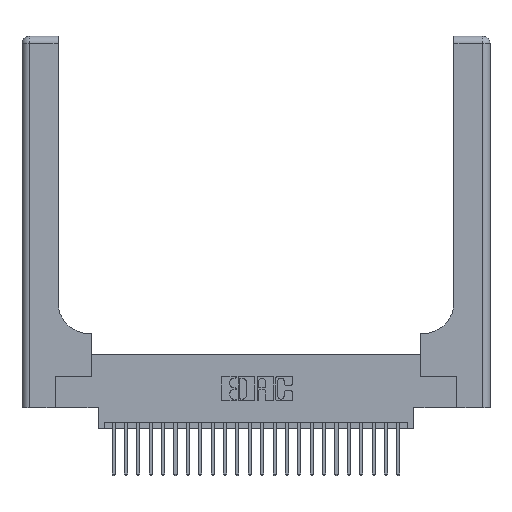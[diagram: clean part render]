
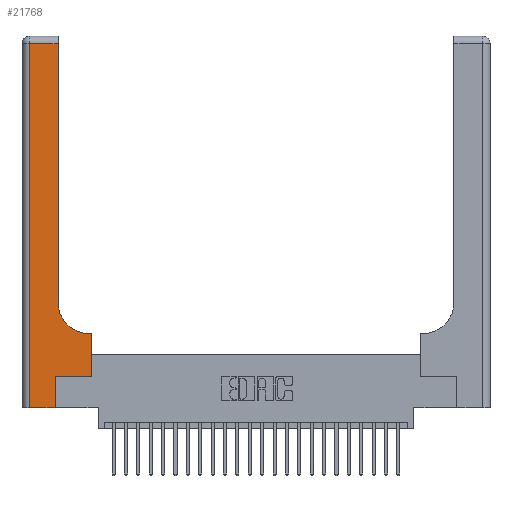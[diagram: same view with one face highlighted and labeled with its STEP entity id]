
A CAD part, top view. The second image highlights one B-rep face of the part: STEP entity #21768.
In plain terms, the highlighted planar face has unit normal (0, 0, 1).
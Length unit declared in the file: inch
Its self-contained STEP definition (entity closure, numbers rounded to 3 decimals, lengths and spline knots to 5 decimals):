
#329 = CARTESIAN_POINT ( 'NONE',  ( 0.2915, 2.94, 0.37 ) ) ;
#543 = EDGE_CURVE ( 'NONE', #8434, #11433, #23428, .T. ) ;
#1327 = ORIENTED_EDGE ( 'NONE', *, *, #22315, .T. ) ;
#2269 = ORIENTED_EDGE ( 'NONE', *, *, #6641, .T. ) ;
#2891 = VERTEX_POINT ( 'NONE', #12304 ) ;
#3902 = VECTOR ( 'NONE', #4168, 39.37008 ) ;
#4019 = DIRECTION ( 'NONE',  ( 0., 1., 0. ) ) ;
#4098 = EDGE_CURVE ( 'NONE', #13167, #2891, #13046, .T. ) ;
#4168 = DIRECTION ( 'NONE',  ( -1., 0., 0. ) ) ;
#4847 = CARTESIAN_POINT ( 'NONE',  ( 0.5585, 0.25, 0.37 ) ) ;
#5023 = VECTOR ( 'NONE', #11245, 39.37008 ) ;
#5538 = VECTOR ( 'NONE', #12926, 39.37008 ) ;
#5625 = EDGE_CURVE ( 'NONE', #2891, #23313, #22874, .T. ) ;
#5963 = DIRECTION ( 'NONE',  ( 0., 1., 0. ) ) ;
#6485 = EDGE_CURVE ( 'NONE', #10177, #8434, #10036, .T. ) ;
#6641 = EDGE_CURVE ( 'NONE', #25334, #13167, #19266, .T. ) ;
#6970 = EDGE_CURVE ( 'NONE', #11433, #21225, #23779, .T. ) ;
#8299 = CARTESIAN_POINT ( 'NONE',  ( 0.269, 0.25, 0.37 ) ) ;
#8434 = VERTEX_POINT ( 'NONE', #8839 ) ;
#8502 = CARTESIAN_POINT ( 'NONE',  ( 0.269, 0., 0.37 ) ) ;
#8839 = CARTESIAN_POINT ( 'NONE',  ( 0.06, 2.94, 0.37 ) ) ;
#8942 = DIRECTION ( 'NONE',  ( -1., 0., 0. ) ) ;
#9419 = AXIS2_PLACEMENT_3D ( 'NONE', #23247, #18816, #8942 ) ;
#9614 = CARTESIAN_POINT ( 'NONE',  ( 0.06, 0., 0.37 ) ) ;
#9666 = CARTESIAN_POINT ( 'NONE',  ( 0.5585, 0.6, 0.37 ) ) ;
#10036 = LINE ( 'NONE', #22400, #3902 ) ;
#10177 = VERTEX_POINT ( 'NONE', #329 ) ;
#11245 = DIRECTION ( 'NONE',  ( -1., 0., 0. ) ) ;
#11433 = VERTEX_POINT ( 'NONE', #9614 ) ;
#11896 = VECTOR ( 'NONE', #22939, 39.37008 ) ;
#12267 = DIRECTION ( 'NONE',  ( 1., 0., 0. ) ) ;
#12304 = CARTESIAN_POINT ( 'NONE',  ( 0.5415, 0.6, 0.37 ) ) ;
#12571 = VECTOR ( 'NONE', #12267, 39.37008 ) ;
#12637 = DIRECTION ( 'NONE',  ( 0., 0., -1. ) ) ;
#12926 = DIRECTION ( 'NONE',  ( 0., 1., 0. ) ) ;
#13046 = LINE ( 'NONE', #17368, #5023 ) ;
#13167 = VERTEX_POINT ( 'NONE', #9666 ) ;
#13595 = CARTESIAN_POINT ( 'NONE',  ( 0.06, 3., 0.37 ) ) ;
#13952 = CARTESIAN_POINT ( 'NONE',  ( 0., 0., 0.37 ) ) ;
#15464 = ORIENTED_EDGE ( 'NONE', *, *, #26480, .T. ) ;
#16343 = CARTESIAN_POINT ( 'NONE',  ( 0.269, 0., 0.37 ) ) ;
#16608 = CARTESIAN_POINT ( 'NONE',  ( 0.5415, 0.85, 0.37 ) ) ;
#17332 = ORIENTED_EDGE ( 'NONE', *, *, #6970, .T. ) ;
#17368 = CARTESIAN_POINT ( 'NONE',  ( 0.2915, 0.6, 0.37 ) ) ;
#17893 = ORIENTED_EDGE ( 'NONE', *, *, #5625, .T. ) ;
#17934 = FACE_OUTER_BOUND ( 'NONE', #25079, .T. ) ;
#18171 = DIRECTION ( 'NONE',  ( 0., -1., 0. ) ) ;
#18816 = DIRECTION ( 'NONE',  ( 0., 0., -1. ) ) ;
#19266 = LINE ( 'NONE', #4847, #5538 ) ;
#19291 = AXIS2_PLACEMENT_3D ( 'NONE', #16608, #12637, #22642 ) ;
#20016 = VERTEX_POINT ( 'NONE', #8299 ) ;
#20232 = EDGE_CURVE ( 'NONE', #23313, #10177, #23896, .T. ) ;
#20622 = VECTOR ( 'NONE', #4019, 39.37008 ) ;
#21225 = VERTEX_POINT ( 'NONE', #8502 ) ;
#21768 = ADVANCED_FACE ( 'NONE', ( #17934 ), #22955, .F. ) ;
#22315 = EDGE_CURVE ( 'NONE', #20016, #25334, #26269, .T. ) ;
#22355 = ORIENTED_EDGE ( 'NONE', *, *, #4098, .T. ) ;
#22400 = CARTESIAN_POINT ( 'NONE',  ( 0., 2.94, 0.37 ) ) ;
#22642 = DIRECTION ( 'NONE',  ( 1., 0., 0. ) ) ;
#22874 = CIRCLE ( 'NONE', #19291, 0.25 ) ;
#22939 = DIRECTION ( 'NONE',  ( 1., 0., 0. ) ) ;
#22955 = PLANE ( 'NONE',  #9419 ) ;
#23155 = ORIENTED_EDGE ( 'NONE', *, *, #543, .T. ) ;
#23158 = ORIENTED_EDGE ( 'NONE', *, *, #20232, .T. ) ;
#23247 = CARTESIAN_POINT ( 'NONE',  ( 0., 3., 0.37 ) ) ;
#23313 = VERTEX_POINT ( 'NONE', #25612 ) ;
#23356 = CARTESIAN_POINT ( 'NONE',  ( 0.5585, 0.25, 0.37 ) ) ;
#23428 = LINE ( 'NONE', #13595, #25676 ) ;
#23603 = ORIENTED_EDGE ( 'NONE', *, *, #6485, .T. ) ;
#23779 = LINE ( 'NONE', #13952, #12571 ) ;
#23896 = LINE ( 'NONE', #24563, #25512 ) ;
#24563 = CARTESIAN_POINT ( 'NONE',  ( 0.2915, 3., 0.37 ) ) ;
#24843 = CARTESIAN_POINT ( 'NONE',  ( 0.269, 0.25, 0.37 ) ) ;
#25079 = EDGE_LOOP ( 'NONE', ( #23158, #23603, #23155, #17332, #15464, #1327, #2269, #22355, #17893 ) ) ;
#25334 = VERTEX_POINT ( 'NONE', #23356 ) ;
#25512 = VECTOR ( 'NONE', #5963, 39.37008 ) ;
#25612 = CARTESIAN_POINT ( 'NONE',  ( 0.2915, 0.85, 0.37 ) ) ;
#25676 = VECTOR ( 'NONE', #18171, 39.37008 ) ;
#26106 = LINE ( 'NONE', #16343, #20622 ) ;
#26269 = LINE ( 'NONE', #24843, #11896 ) ;
#26480 = EDGE_CURVE ( 'NONE', #21225, #20016, #26106, .T. ) ;
